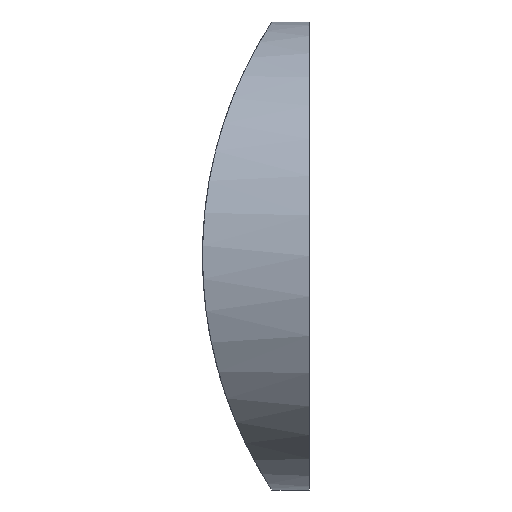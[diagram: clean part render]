
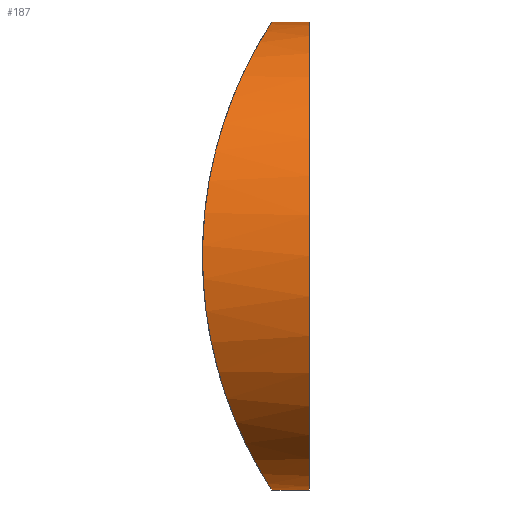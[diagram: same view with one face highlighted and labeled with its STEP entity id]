
A CAD part, front view. The second image highlights one B-rep face of the part: STEP entity #187.
In plain terms, the highlighted cylindrical face has radius 12.5 mm (diameter 25 mm), a partial arc.
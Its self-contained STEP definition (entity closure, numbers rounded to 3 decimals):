
#2 = CARTESIAN_POINT ( 'NONE',  ( -25.565, 12.5, 0. ) ) ;
#5 = CARTESIAN_POINT ( 'NONE',  ( -18.528, 0.086, -1.681 ) ) ;
#10 = AXIS2_PLACEMENT_3D ( 'NONE', #182, #155, #162 ) ;
#19 = CARTESIAN_POINT ( 'NONE',  ( -16.564, 4.245, 9.395 ) ) ;
#21 = CARTESIAN_POINT ( 'NONE',  ( -15.377, 8.033, 11.682 ) ) ;
#23 = CARTESIAN_POINT ( 'NONE',  ( -15.651, 6.91, -11.21 ) ) ;
#25 = CARTESIAN_POINT ( 'NONE',  ( -17.894, 1.295, 5.6 ) ) ;
#27 = ORIENTED_EDGE ( 'NONE', *, *, #202, .F. ) ;
#28 = CIRCLE ( 'NONE', #10, 12.5 ) ;
#31 = CARTESIAN_POINT ( 'NONE',  ( -15.863, 6.204, -10.829 ) ) ;
#33 = VERTEX_POINT ( 'NONE', #36 ) ;
#34 = CARTESIAN_POINT ( 'NONE',  ( -12.865, 12.5, -12.5 ) ) ;
#35 = CARTESIAN_POINT ( 'NONE',  ( -18.34, 0.436, -3.298 ) ) ;
#36 = CARTESIAN_POINT ( 'NONE',  ( -14.868, 12.5, -12.5 ) ) ;
#37 = CYLINDRICAL_SURFACE ( 'NONE', #40, 12.5 ) ;
#40 = AXIS2_PLACEMENT_3D ( 'NONE', #2, #61, #138 ) ;
#46 = CARTESIAN_POINT ( 'NONE',  ( -18.395, 0.333, -2.897 ) ) ;
#49 = CARTESIAN_POINT ( 'NONE',  ( -17.701, 1.679, 6.31 ) ) ;
#52 = CARTESIAN_POINT ( 'NONE',  ( -18.575, -0.001, 0.833 ) ) ;
#54 = CARTESIAN_POINT ( 'NONE',  ( -18.529, 0.083, 1.664 ) ) ;
#56 = CARTESIAN_POINT ( 'NONE',  ( -12.865, 12.5, 12.5 ) ) ;
#57 = CARTESIAN_POINT ( 'NONE',  ( -16.678, 3.959, -9.136 ) ) ;
#61 = DIRECTION ( 'NONE',  ( 1., 0., 0. ) ) ;
#65 = CARTESIAN_POINT ( 'NONE',  ( -17.891, 1.301, -5.612 ) ) ;
#66 = CARTESIAN_POINT ( 'NONE',  ( -16.327, 4.864, 9.904 ) ) ;
#68 = CARTESIAN_POINT ( 'NONE',  ( -18.138, 0.82, 4.473 ) ) ;
#73 = CARTESIAN_POINT ( 'NONE',  ( -16.559, 4.256, -9.404 ) ) ;
#77 = VECTOR ( 'NONE', #231, 1000. ) ;
#78 = CARTESIAN_POINT ( 'NONE',  ( -17.261, 2.613, -7.658 ) ) ;
#79 = CARTESIAN_POINT ( 'NONE',  ( -16.323, 4.876, -9.914 ) ) ;
#82 = DIRECTION ( 'NONE',  ( 1., 0., 0. ) ) ;
#83 = CARTESIAN_POINT ( 'NONE',  ( -18.341, 0.434, 3.291 ) ) ;
#84 = CARTESIAN_POINT ( 'NONE',  ( -18.574, 0.001, -0.855 ) ) ;
#90 = CARTESIAN_POINT ( 'NONE',  ( -17.697, 1.687, -6.324 ) ) ;
#92 = VERTEX_POINT ( 'NONE', #34 ) ;
#98 = CARTESIAN_POINT ( 'NONE',  ( -18.21, 0.682, -4.093 ) ) ;
#99 = CARTESIAN_POINT ( 'NONE',  ( -14.868, 12.5, 12.5 ) ) ;
#100 = CARTESIAN_POINT ( 'NONE',  ( -18.136, 0.824, -4.482 ) ) ;
#102 = VERTEX_POINT ( 'NONE', #56 ) ;
#104 = EDGE_LOOP ( 'NONE', ( #110, #106, #165, #27 ) ) ;
#106 = ORIENTED_EDGE ( 'NONE', *, *, #176, .T. ) ;
#108 = CARTESIAN_POINT ( 'NONE',  ( -15.079, 9.613, 12.169 ) ) ;
#109 = CARTESIAN_POINT ( 'NONE',  ( -15.292, 8.42, 11.823 ) ) ;
#110 = ORIENTED_EDGE ( 'NONE', *, *, #123, .F. ) ;
#119 = FACE_OUTER_BOUND ( 'NONE', #104, .T. ) ;
#123 = EDGE_CURVE ( 'NONE', #146, #102, #191, .T. ) ;
#125 = VECTOR ( 'NONE', #82, 1000. ) ;
#126 = CARTESIAN_POINT ( 'NONE',  ( -14.924, 10.828, 12.415 ) ) ;
#135 = EDGE_CURVE ( 'NONE', #33, #92, #195, .T. ) ;
#138 = DIRECTION ( 'NONE',  ( 0., 0., -1. ) ) ;
#139 = CARTESIAN_POINT ( 'NONE',  ( -14.868, 12.5, -12.5 ) ) ;
#143 = CARTESIAN_POINT ( 'NONE',  ( -15.377, 8.031, -11.681 ) ) ;
#144 = CARTESIAN_POINT ( 'NONE',  ( -14.868, 11.655, 12.5 ) ) ;
#145 = CARTESIAN_POINT ( 'NONE',  ( -16.919, 3.384, 8.562 ) ) ;
#146 = VERTEX_POINT ( 'NONE', #218 ) ;
#147 = CARTESIAN_POINT ( 'NONE',  ( -14.924, 10.828, -12.415 ) ) ;
#149 = CARTESIAN_POINT ( 'NONE',  ( -18.396, 0.331, 2.886 ) ) ;
#151 = CARTESIAN_POINT ( 'NONE',  ( -15.08, 9.61, -12.168 ) ) ;
#152 = CARTESIAN_POINT ( 'NONE',  ( -15.144, 9.206, -12.065 ) ) ;
#154 = B_SPLINE_CURVE_WITH_KNOTS ( 'NONE', 3,
 ( #99, #144, #126, #108, #193, #109, #21, #174, #196, #205, #66, #19, #158, #145, #209, #197, #177, #49, #25, #68, #175, #83, #149, #54, #52, #84, #5, #46, #35, #98, #100, #65, #90, #173, #78, #230, #221, #57, #73, #79, #200, #31, #23, #143, #161, #152, #151, #147, #156, #139 ),
 .UNSPECIFIED., .F., .F.,
 ( 4, 2, 2, 2, 2, 2, 2, 2, 2, 2, 2, 2, 2, 2, 2, 2, 2, 2, 2, 2, 2, 2, 2, 2, 4 ),
 ( 0.02, 0.022, 0.024, 0.025, 0.027, 0.029, 0.03, 0.031, 0.032, 0.035, 0.036, 0.037, 0.04, 0.042, 0.044, 0.045, 0.047, 0.049, 0.05, 0.051, 0.052, 0.055, 0.056, 0.057, 0.06 ),
 .UNSPECIFIED. ) ;
#155 = DIRECTION ( 'NONE',  ( 1., 0., 0. ) ) ;
#156 = CARTESIAN_POINT ( 'NONE',  ( -14.868, 11.655, -12.5 ) ) ;
#158 = CARTESIAN_POINT ( 'NONE',  ( -16.682, 3.949, 9.127 ) ) ;
#159 = CARTESIAN_POINT ( 'NONE',  ( -25.565, 12.5, 12.5 ) ) ;
#161 = CARTESIAN_POINT ( 'NONE',  ( -15.293, 8.415, -11.821 ) ) ;
#162 = DIRECTION ( 'NONE',  ( 0., 0., -1. ) ) ;
#165 = ORIENTED_EDGE ( 'NONE', *, *, #135, .T. ) ;
#173 = CARTESIAN_POINT ( 'NONE',  ( -17.373, 2.369, -7.334 ) ) ;
#174 = CARTESIAN_POINT ( 'NONE',  ( -15.652, 6.906, 11.208 ) ) ;
#175 = CARTESIAN_POINT ( 'NONE',  ( -18.211, 0.679, 4.086 ) ) ;
#176 = EDGE_CURVE ( 'NONE', #146, #33, #154, .T. ) ;
#177 = CARTESIAN_POINT ( 'NONE',  ( -17.379, 2.357, 7.317 ) ) ;
#182 = CARTESIAN_POINT ( 'NONE',  ( -12.865, 12.5, 0. ) ) ;
#184 = CARTESIAN_POINT ( 'NONE',  ( -25.565, 12.5, -12.5 ) ) ;
#187 = ADVANCED_FACE ( 'NONE', ( #119 ), #37, .T. ) ;
#191 = LINE ( 'NONE', #159, #77 ) ;
#193 = CARTESIAN_POINT ( 'NONE',  ( -15.143, 9.213, 12.067 ) ) ;
#195 = LINE ( 'NONE', #184, #125 ) ;
#196 = CARTESIAN_POINT ( 'NONE',  ( -15.866, 6.196, 10.824 ) ) ;
#197 = CARTESIAN_POINT ( 'NONE',  ( -17.266, 2.601, 7.644 ) ) ;
#200 = CARTESIAN_POINT ( 'NONE',  ( -16.205, 5.202, -10.156 ) ) ;
#202 = EDGE_CURVE ( 'NONE', #102, #92, #28, .T. ) ;
#205 = CARTESIAN_POINT ( 'NONE',  ( -16.21, 5.188, 10.146 ) ) ;
#209 = CARTESIAN_POINT ( 'NONE',  ( -17.036, 3.114, 8.266 ) ) ;
#218 = CARTESIAN_POINT ( 'NONE',  ( -14.868, 12.5, 12.5 ) ) ;
#221 = CARTESIAN_POINT ( 'NONE',  ( -16.914, 3.394, -8.572 ) ) ;
#230 = CARTESIAN_POINT ( 'NONE',  ( -17.031, 3.125, -8.277 ) ) ;
#231 = DIRECTION ( 'NONE',  ( 1., 0., 0. ) ) ;
